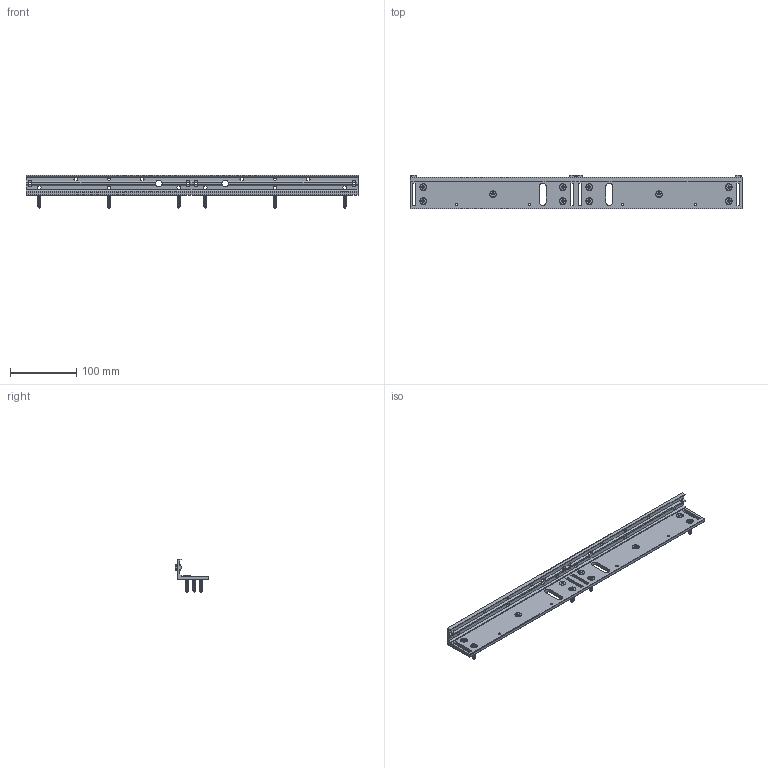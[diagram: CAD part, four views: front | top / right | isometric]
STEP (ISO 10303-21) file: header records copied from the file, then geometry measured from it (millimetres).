
FILE_DESCRIPTION (( 'STEP AP214' ), '1' );
FILE_NAME ('EF300L-2.step', '2021-07-29T14:13:02', ( '' ), ( '' ), 'SwSTEP 2.0', 'SolidWorks 2020', '' );
FILE_SCHEMA (( 'AUTOMOTIVE_DESIGN' ));
Length unit declared in the file: millimetre
Products named in the file (16): Tapping screw DIN 7982-ST4.8x25-C-H-S-6; T-NUTS MODIFIES-1; Tapping screw DIN 7982-ST4.8x25-C-H-S-4; T-NUTS MODIFIES-2; T-NUTS MODIFIES-3; EF300-L COMMUN EF300 DOUBLE R3-1; Tapping screw DIN 7982-ST4.8x25-C-H-S-1; Tapping screw DIN 7982-ST4.8x25-C-H-S-7; Tapping screw DIN 7982-ST4.8x25-C-H-S-5; Tapping screw DIN 7982-ST4.8x25-C-H-S-10; T-NUTS MODIFIES-4; Tapping screw DIN 7982-ST4.8x25-C-H-S-3; Tapping screw DIN 7982-ST4.8x25-C-H-S-8; EF300L-2; Tapping screw DIN 7982-ST4.8x25-C-H-S-2; Tapping screw DIN 7982-ST4.8x25-C-H-S-9
Assembly tree (15 placements, depth 2):
  EF300L-2
    EF300-L COMMUN EF300 DOUBLE R3-1
    T-NUTS MODIFIES-1
    T-NUTS MODIFIES-2
    T-NUTS MODIFIES-3
    T-NUTS MODIFIES-4
    Tapping screw DIN 7982-ST4.8x25-C-H-S-7
    Tapping screw DIN 7982-ST4.8x25-C-H-S-10
    Tapping screw DIN 7982-ST4.8x25-C-H-S-6
    Tapping screw DIN 7982-ST4.8x25-C-H-S-8
    Tapping screw DIN 7982-ST4.8x25-C-H-S-1
    Tapping screw DIN 7982-ST4.8x25-C-H-S-2
    Tapping screw DIN 7982-ST4.8x25-C-H-S-3
    Tapping screw DIN 7982-ST4.8x25-C-H-S-4
    Tapping screw DIN 7982-ST4.8x25-C-H-S-5
    Tapping screw DIN 7982-ST4.8x25-C-H-S-9
Bounding box: 500 x 51 x 50 mm (x, y, z)
Volume: 168931.3 mm3; surface area: 89272.7 mm2
Topology: 15 solids, 15 shells, 1991 faces, 5095 edges, 3088 vertices
Faces by surface type: cylinder 776, cone 596, plane 579, bspline 40
Entity records: 61254 total; most frequent: CARTESIAN_POINT 12606, ORIENTED_EDGE 10150, DIRECTION 10112, EDGE_CURVE 5075, AXIS2_PLACEMENT_3D 3590, VERTEX_POINT 3088, LINE 2932, VECTOR 2932
